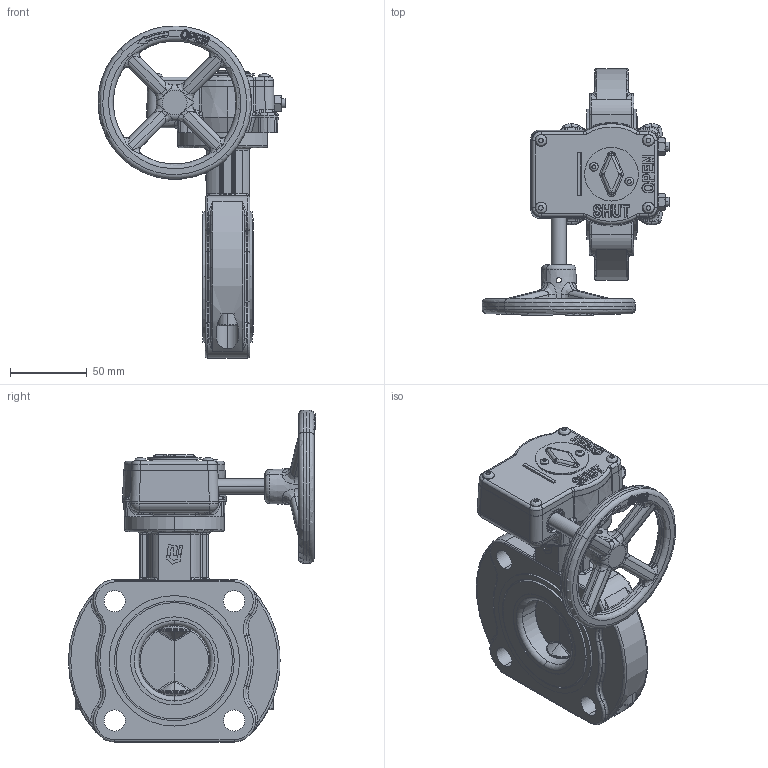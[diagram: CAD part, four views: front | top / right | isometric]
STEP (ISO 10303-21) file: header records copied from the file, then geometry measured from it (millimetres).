
FILE_DESCRIPTION(('HOOPS Exchange Step'),'2;1');
FILE_NAME('AK10_DN40_PN10-16_Handgetriebe.stp','2025-10-06T09:50:38+02:00',('nieru'),('Unknown organisation'),'HOOPS Exchange 2024.2','HOOPS Exchange','Unknown authorisation');
FILE_SCHEMA( ('AP203_CONFIGURATION_CONTROLLED_3D_DESIGN_OF_MECHANICAL_PARTS_AND_ASSEMBLIES_MIM_LF') );
Length unit declared in the file: millimetre
Products named in the file (3): 0; root
Assembly tree (2 placements, depth 3):
  root
    0
      0
Bounding box: 122.29 x 161 x 216.27 mm (x, y, z)
Volume: 546370.7 mm3; surface area: 124868 mm2
Topology: 3 solids, 23 shells, 2206 faces, 5484 edges, 3213 vertices
Faces by surface type: cylinder 644, plane 466, bspline 384, cone 301, torus 275, sphere 136
Entity records: 166134 total; most frequent: CARTESIAN_POINT 120492, ORIENTED_EDGE 10614, DIRECTION 7341, EDGE_CURVE 5307, VERTEX_POINT 3213, AXIS2_PLACEMENT_3D 3049, B_SPLINE_CURVE_WITH_KNOTS 2513, EDGE_LOOP 2330
